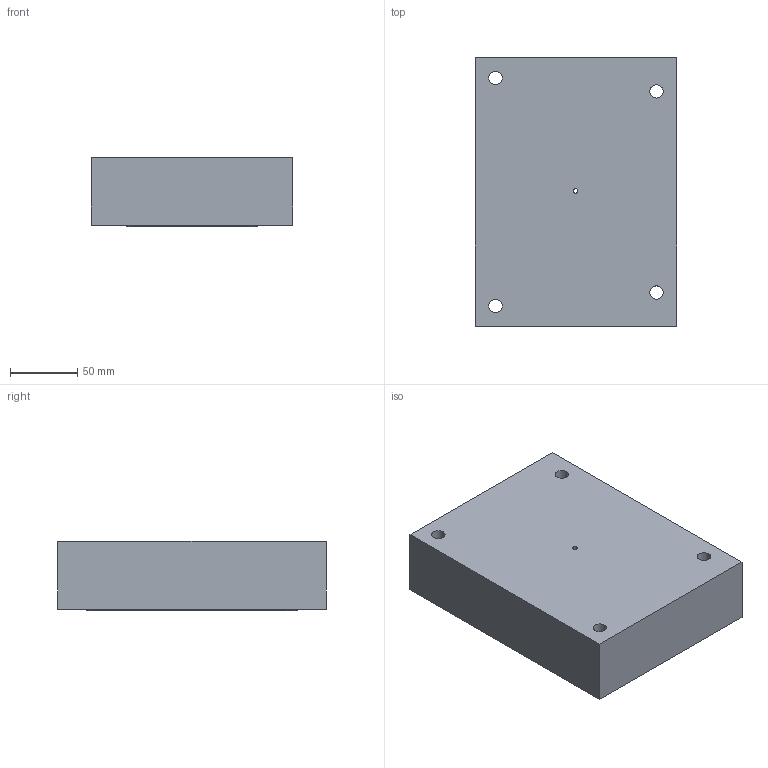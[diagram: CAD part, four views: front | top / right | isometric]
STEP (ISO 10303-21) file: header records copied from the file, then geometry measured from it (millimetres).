
FILE_DESCRIPTION (( 'STEP AP214' ), '1' );
FILE_NAME ('Part5-2018.STEP', '2018-04-26T20:27:10', ( 'Windows-gebruiker' ), ( '' ), 'SwSTEP 2.0', 'SolidWorks 2017', '' );
FILE_SCHEMA (( 'AUTOMOTIVE_DESIGN' ));
Length unit declared in the file: millimetre
Products named in the file (1): Part5-2018
Bounding box: 150 x 200 x 51.5 mm (x, y, z)
Volume: 1440038.4 mm3; surface area: 104118.7 mm2
Topology: 1 solids, 1 shells, 82 faces, 222 edges, 144 vertices
Faces by surface type: bspline 34, plane 28, cylinder 10, cone 10
Entity records: 18601 total; most frequent: CARTESIAN_POINT 16764, ORIENTED_EDGE 444, DIRECTION 249, EDGE_CURVE 222, VERTEX_POINT 144, B_SPLINE_CURVE_WITH_KNOTS 105, EDGE_LOOP 94, AXIS2_PLACEMENT_3D 83
